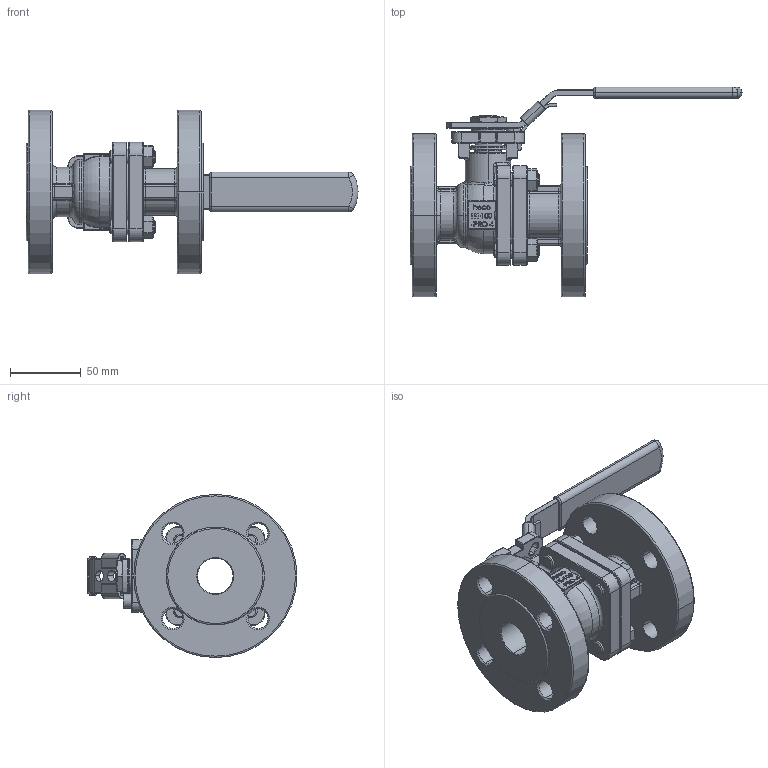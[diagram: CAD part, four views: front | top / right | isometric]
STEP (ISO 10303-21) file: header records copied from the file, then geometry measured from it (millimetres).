
FILE_DESCRIPTION (( 'STEP AP214' ), '1' );
FILE_NAME ('FK-100-PRO-4 Flanschkugelhahn 1710.STEP', '2017-10-13T11:26:48', ( '' ), ( '' ), 'SwSTEP 2.0', 'SolidWorks 2016', '' );
FILE_SCHEMA (( 'AUTOMOTIVE_DESIGN' ));
Length unit declared in the file: millimetre
Products named in the file (1): FK-100-PRO-4 Flanschkugelhahn 1710
Bounding box: 233.96 x 147.88 x 115 mm (x, y, z)
Volume: 556551.6 mm3; surface area: 117119.7 mm2
Topology: 1 solids, 1 shells, 1408 faces, 3533 edges, 2139 vertices
Faces by surface type: plane 472, cylinder 372, bspline 249, torus 180, cone 85, sphere 50
Entity records: 58418 total; most frequent: CARTESIAN_POINT 22412, ORIENTED_EDGE 6974, DIRECTION 6344, EDGE_CURVE 3487, AXIS2_PLACEMENT_3D 2358, VERTEX_POINT 2137, LINE 1628, VECTOR 1628
